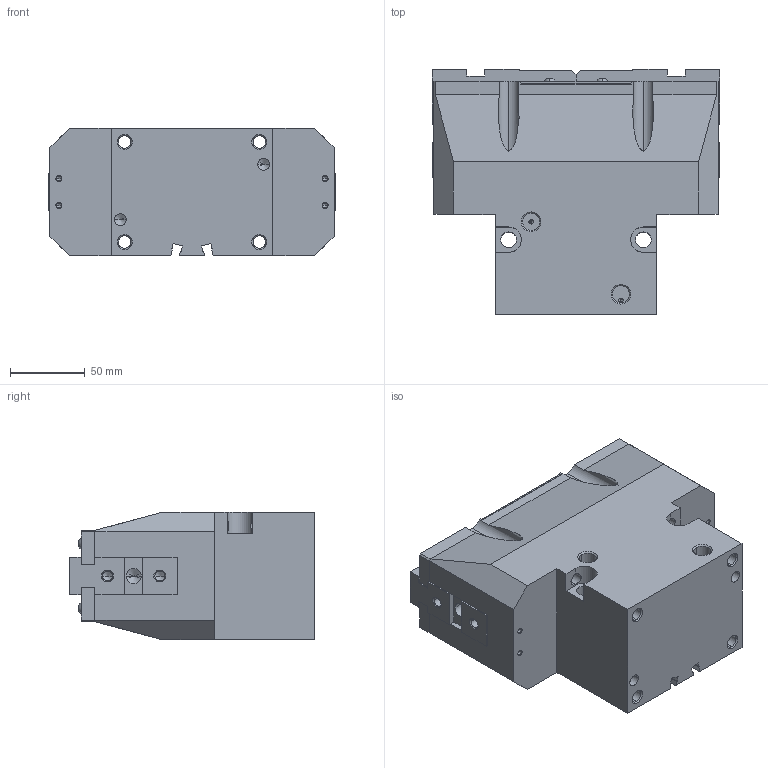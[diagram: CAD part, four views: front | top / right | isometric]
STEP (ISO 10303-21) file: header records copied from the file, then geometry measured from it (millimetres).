
FILE_DESCRIPTION( ( '' ), '1' );
FILE_NAME( 'ope190_oe777phe_0_2_14a.stp', '2010-10-25T13:15:30', ( '' ), ( '' ), ' ', ' ', ' ' );
FILE_SCHEMA( ( 'automotive_design' ) );
Length unit declared in the file: millimetre
Products named in the file (3): 1; 2; 3
Bounding box: 192 x 164 x 85 mm (x, y, z)
Volume: 1831781.2 mm3; surface area: 212381.9 mm2
Topology: 3 solids, 3 shells, 360 faces, 956 edges, 580 vertices
Faces by surface type: plane 182, cylinder 90, cone 80, torus 8
Entity records: 22014 total; most frequent: CARTESIAN_POINT 2755, STYLED_ITEM 1855, PRESENTATION_STYLE_ASSIGNMENT 1855, COLOUR_RGB 1855, DIRECTION 1832, ORIENTED_EDGE 1824, EDGE_CURVE 912, CURVE_STYLE 912
